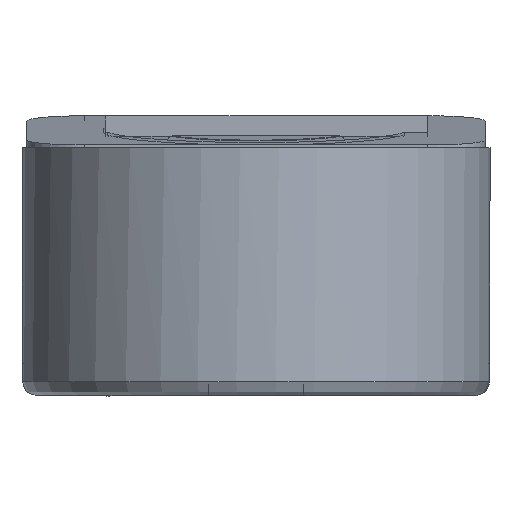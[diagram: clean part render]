
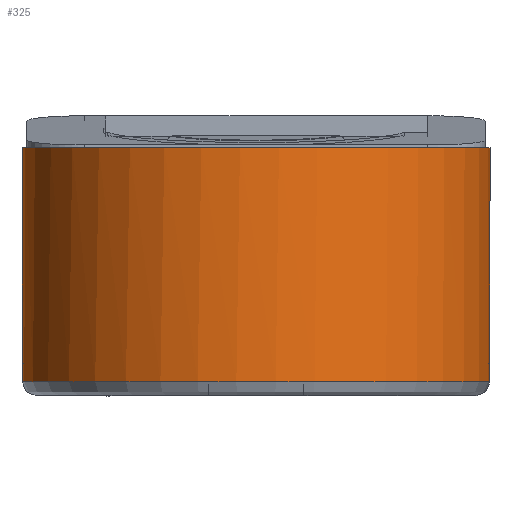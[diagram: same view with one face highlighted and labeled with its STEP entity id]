
A CAD part, front view. The second image highlights one B-rep face of the part: STEP entity #325.
In plain terms, the highlighted cylindrical face has radius 6.35 mm (diameter 12.7 mm), a full revolution.
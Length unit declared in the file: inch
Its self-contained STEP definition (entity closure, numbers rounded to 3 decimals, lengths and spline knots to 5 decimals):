
#181=CYLINDRICAL_SURFACE('',#5096,0.25);
#325=ADVANCED_FACE('',(#994,#995),#181,.T.);
#994=FACE_BOUND('',#1063,.T.);
#995=FACE_BOUND('',#1064,.T.);
#1063=EDGE_LOOP('',(#1892,#1893,#1894,#1895));
#1064=EDGE_LOOP('',(#1896));
#1331=CIRCLE('',#5020,0.25);
#1350=CIRCLE('',#5076,0.25);
#1358=CIRCLE('',#5095,0.25);
#1892=ORIENTED_EDGE('',*,*,#3697,.T.);
#1893=ORIENTED_EDGE('',*,*,#3693,.T.);
#1894=ORIENTED_EDGE('',*,*,#3664,.T.);
#1895=ORIENTED_EDGE('',*,*,#3696,.T.);
#1896=ORIENTED_EDGE('',*,*,#3537,.T.);
#3080=VERTEX_POINT('',#6975);
#3175=VERTEX_POINT('',#7575);
#3176=VERTEX_POINT('',#7577);
#3195=VERTEX_POINT('',#7689);
#3196=VERTEX_POINT('',#7693);
#3537=EDGE_CURVE('',#3080,#3080,#1331,.T.);
#3664=EDGE_CURVE('',#3176,#3175,#1350,.T.);
#3693=EDGE_CURVE('',#3195,#3176,#4282,.T.);
#3696=EDGE_CURVE('',#3175,#3196,#4285,.T.);
#3697=EDGE_CURVE('',#3196,#3195,#1358,.T.);
#4282=LINE('',#7688,#4688);
#4285=LINE('',#7694,#4691);
#4688=VECTOR('',#5676,1.);
#4691=VECTOR('',#5681,1.);
#5020=AXIS2_PLACEMENT_3D('',#6974,#5463,#5464);
#5076=AXIS2_PLACEMENT_3D('',#7576,#5631,#5632);
#5095=AXIS2_PLACEMENT_3D('',#7696,#5684,#5685);
#5096=AXIS2_PLACEMENT_3D('',#7697,#5686,#5687);
#5463=DIRECTION('',(0.,0.,-1.));
#5464=DIRECTION('',(-1.,0.,0.));
#5631=DIRECTION('',(0.,0.,1.));
#5632=DIRECTION('',(1.,0.,0.));
#5676=DIRECTION('',(0.,0.,1.));
#5681=DIRECTION('',(0.,0.,-1.));
#5684=DIRECTION('',(0.,0.,1.));
#5685=DIRECTION('',(-1.,0.,0.));
#5686=DIRECTION('',(0.,0.,1.));
#5687=DIRECTION('',(1.,0.,0.));
#6974=CARTESIAN_POINT('',(0.245,-0.345,0.23));
#6975=CARTESIAN_POINT('',(-0.005,-0.345,0.23));
#7575=CARTESIAN_POINT('',(-0.0049,-0.33776,0.));
#7576=CARTESIAN_POINT('',(0.245,-0.345,0.));
#7577=CARTESIAN_POINT('',(0.4949,-0.33776,0.));
#7688=CARTESIAN_POINT('',(0.4949,-0.33776,-0.035));
#7689=CARTESIAN_POINT('',(0.4949,-0.33776,-0.02));
#7693=CARTESIAN_POINT('',(-0.0049,-0.33776,-0.02));
#7694=CARTESIAN_POINT('',(-0.0049,-0.33776,-0.035));
#7696=CARTESIAN_POINT('',(0.245,-0.345,-0.02));
#7697=CARTESIAN_POINT('',(0.245,-0.345,-0.035));
